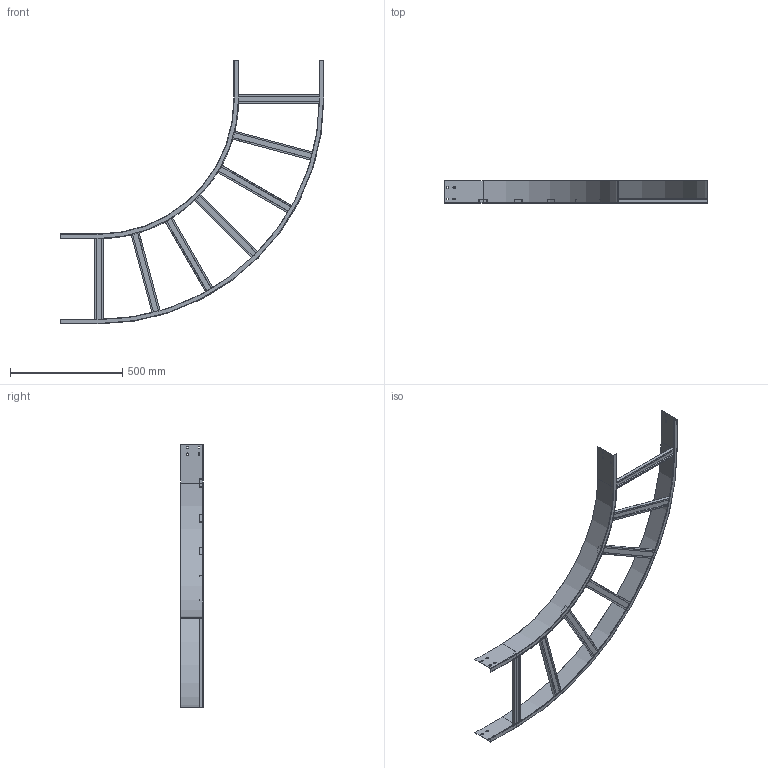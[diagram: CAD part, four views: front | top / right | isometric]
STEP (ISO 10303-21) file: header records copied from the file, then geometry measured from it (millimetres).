
FILE_DESCRIPTION (( 'STEP AP203' ), '1' );
FILE_NAME ('Óãîë ãîðèçîíòàëüíûé 90ãð R600_LC1640.STEP', '2012-12-18T12:30:08', ( 'Àñååâ' ), ( '' ), 'SwSTEP 2.0', 'SolidWorks 2012', '' );
FILE_SCHEMA (( 'CONFIG_CONTROL_DESIGN' ));
Length unit declared in the file: millimetre
Products named in the file (1): 鱼铍 泐痂珙眚嚯 90沭 R600_LC1640
Bounding box: 1173 x 100 x 1173 mm (x, y, z)
Volume: 694189.9 mm3; surface area: 1219878.5 mm2
Topology: 1 solids, 1 shells, 266 faces, 792 edges, 488 vertices
Faces by surface type: plane 210, cylinder 50, torus 6
Entity records: 9001 total; most frequent: ORIENTED_EDGE 1584, CARTESIAN_POINT 1547, DIRECTION 1530, EDGE_CURVE 792, VECTOR 588, LINE 588, VERTEX_POINT 488, AXIS2_PLACEMENT_3D 471
